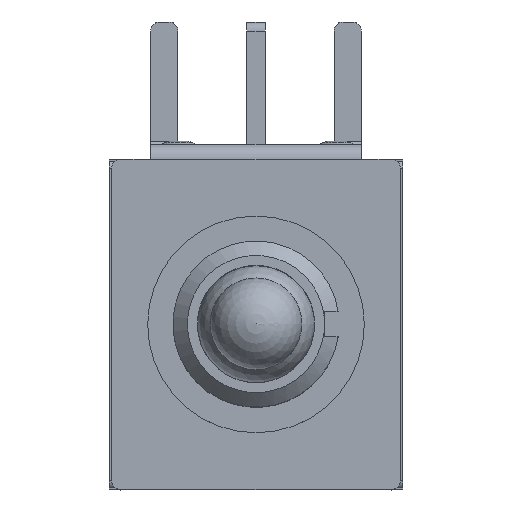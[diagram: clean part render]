
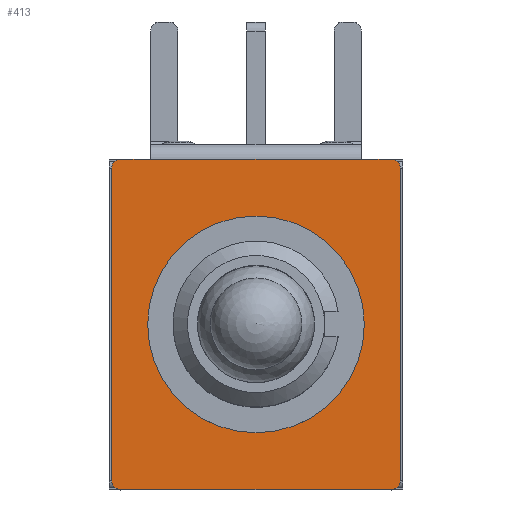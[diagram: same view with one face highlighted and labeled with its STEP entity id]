
A CAD part, top view. The second image highlights one B-rep face of the part: STEP entity #413.
In plain terms, the highlighted planar face has unit normal (0, 0, 1).
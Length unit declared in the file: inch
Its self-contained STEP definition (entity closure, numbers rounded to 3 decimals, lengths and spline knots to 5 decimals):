
#311=CARTESIAN_POINT('',(0.17323,0.19791,0.30866));
#312=DIRECTION('',(0.0,0.0,1.0));
#313=DIRECTION('',(1.0,0.0,0.0));
#314=AXIS2_PLACEMENT_3D('',#311,#312,#313);
#315=PLANE('',#314);
#316=CARTESIAN_POINT('',(-0.11496,0.17992,0.30866));
#317=VERTEX_POINT('',#316);
#318=CARTESIAN_POINT('',(0.11496,0.17992,0.30866));
#319=VERTEX_POINT('',#318);
#320=CARTESIAN_POINT('',(-0.11496,0.17992,0.30866));
#321=DIRECTION('',(1.0,0.0,0.0));
#322=VECTOR('',#321,0.22992);
#323=LINE('',#320,#322);
#324=EDGE_CURVE('',#317,#319,#323,.T.);
#325=ORIENTED_EDGE('',*,*,#324,.F.);
#326=CARTESIAN_POINT('',(-0.14764,0.17992,0.30866));
#327=VERTEX_POINT('',#326);
#328=CARTESIAN_POINT('',(-0.14764,0.17992,0.30866));
#329=DIRECTION('',(1.0,0.0,0.0));
#330=VECTOR('',#329,0.03268);
#331=LINE('',#328,#330);
#332=EDGE_CURVE('',#327,#317,#331,.T.);
#333=ORIENTED_EDGE('',*,*,#332,.F.);
#334=CARTESIAN_POINT('',(-0.15748,0.17008,0.30866));
#335=VERTEX_POINT('',#334);
#336=CARTESIAN_POINT('',(-0.14764,0.17008,0.30866));
#337=DIRECTION('',(0.0,0.0,-1.0));
#338=DIRECTION('',(-0.707,0.707,0.0));
#339=AXIS2_PLACEMENT_3D('',#336,#337,#338);
#340=CIRCLE('',#339,0.00984);
#341=EDGE_CURVE('',#335,#327,#340,.T.);
#342=ORIENTED_EDGE('',*,*,#341,.F.);
#343=CARTESIAN_POINT('',(-0.15748,-0.17008,0.30866));
#344=VERTEX_POINT('',#343);
#345=CARTESIAN_POINT('',(-0.15748,-0.17008,0.30866));
#346=DIRECTION('',(0.0,1.0,0.0));
#347=VECTOR('',#346,0.34016);
#348=LINE('',#345,#347);
#349=EDGE_CURVE('',#344,#335,#348,.T.);
#350=ORIENTED_EDGE('',*,*,#349,.F.);
#351=CARTESIAN_POINT('',(-0.14764,-0.17992,0.30866));
#352=VERTEX_POINT('',#351);
#353=CARTESIAN_POINT('',(-0.14764,-0.17008,0.30866));
#354=DIRECTION('',(0.0,0.0,-1.0));
#355=DIRECTION('',(-0.707,-0.707,0.0));
#356=AXIS2_PLACEMENT_3D('',#353,#354,#355);
#357=CIRCLE('',#356,0.00984);
#358=EDGE_CURVE('',#352,#344,#357,.T.);
#359=ORIENTED_EDGE('',*,*,#358,.F.);
#360=CARTESIAN_POINT('',(0.14764,-0.17992,0.30866));
#361=VERTEX_POINT('',#360);
#362=CARTESIAN_POINT('',(0.14764,-0.17992,0.30866));
#363=DIRECTION('',(-1.0,0.0,0.0));
#364=VECTOR('',#363,0.29528);
#365=LINE('',#362,#364);
#366=EDGE_CURVE('',#361,#352,#365,.T.);
#367=ORIENTED_EDGE('',*,*,#366,.F.);
#368=CARTESIAN_POINT('',(0.15748,-0.17008,0.30866));
#369=VERTEX_POINT('',#368);
#370=CARTESIAN_POINT('',(0.14764,-0.17008,0.30866));
#371=DIRECTION('',(0.0,0.0,-1.0));
#372=DIRECTION('',(0.707,-0.707,0.0));
#373=AXIS2_PLACEMENT_3D('',#370,#371,#372);
#374=CIRCLE('',#373,0.00984);
#375=EDGE_CURVE('',#369,#361,#374,.T.);
#376=ORIENTED_EDGE('',*,*,#375,.F.);
#377=CARTESIAN_POINT('',(0.15748,0.17008,0.30866));
#378=VERTEX_POINT('',#377);
#379=CARTESIAN_POINT('',(0.15748,0.17008,0.30866));
#380=DIRECTION('',(0.0,-1.0,0.0));
#381=VECTOR('',#380,0.34016);
#382=LINE('',#379,#381);
#383=EDGE_CURVE('',#378,#369,#382,.T.);
#384=ORIENTED_EDGE('',*,*,#383,.F.);
#385=CARTESIAN_POINT('',(0.14764,0.17992,0.30866));
#386=VERTEX_POINT('',#385);
#387=CARTESIAN_POINT('',(0.14764,0.17008,0.30866));
#388=DIRECTION('',(0.0,0.0,-1.0));
#389=DIRECTION('',(0.707,0.707,0.0));
#390=AXIS2_PLACEMENT_3D('',#387,#388,#389);
#391=CIRCLE('',#390,0.00984);
#392=EDGE_CURVE('',#386,#378,#391,.T.);
#393=ORIENTED_EDGE('',*,*,#392,.F.);
#394=CARTESIAN_POINT('',(0.11496,0.17992,0.30866));
#395=DIRECTION('',(1.0,0.0,0.0));
#396=VECTOR('',#395,0.03268);
#397=LINE('',#394,#396);
#398=EDGE_CURVE('',#319,#386,#397,.T.);
#399=ORIENTED_EDGE('',*,*,#398,.F.);
#400=EDGE_LOOP('',(#325,#333,#342,#350,#359,#367,#376,#384,#393,#399));
#401=FACE_OUTER_BOUND('',#400,.T.);
#402=CARTESIAN_POINT('',(0.11811,0.,0.30866));
#403=VERTEX_POINT('',#402);
#404=CARTESIAN_POINT('',(0.,0.,0.30866));
#405=DIRECTION('',(0.0,0.0,-1.0));
#406=DIRECTION('',(-1.0,0.0,0.0));
#407=AXIS2_PLACEMENT_3D('',#404,#405,#406);
#408=CIRCLE('',#407,0.11811);
#409=EDGE_CURVE('',#403,#403,#408,.T.);
#410=ORIENTED_EDGE('',*,*,#409,.T.);
#411=EDGE_LOOP('',(#410));
#412=FACE_BOUND('',#411,.T.);
#413=ADVANCED_FACE('',(#401,#412),#315,.T.);
